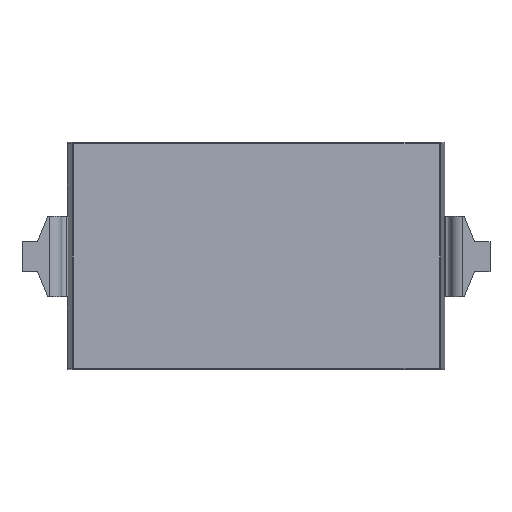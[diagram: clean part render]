
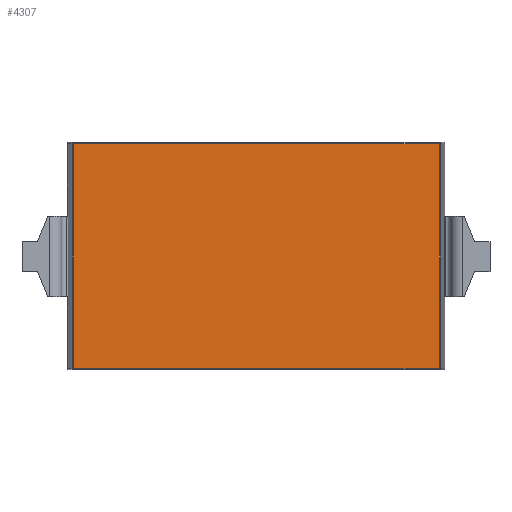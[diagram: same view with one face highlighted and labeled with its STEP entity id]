
A CAD part, front view. The second image highlights one B-rep face of the part: STEP entity #4307.
In plain terms, the highlighted planar face has unit normal (0, -1, 0).
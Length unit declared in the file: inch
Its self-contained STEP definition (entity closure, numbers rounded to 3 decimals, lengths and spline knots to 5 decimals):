
#34=DIRECTION('',(1.,0.,0.));
#35=VECTOR('',#34,0.28619);
#36=CARTESIAN_POINT('',(-0.14296,-0.08366,
-0.17701));
#37=LINE('',#36,#35);
#38=DIRECTION('',(0.,0.,-1.));
#39=VECTOR('',#38,0.17602);
#40=CARTESIAN_POINT('',(-0.14296,-0.08366,
-0.00098));
#41=LINE('',#40,#39);
#42=DIRECTION('',(-1.,0.,0.));
#43=VECTOR('',#42,0.28619);
#44=CARTESIAN_POINT('',(0.14323,-0.08366,
-0.00098));
#45=LINE('',#44,#43);
#46=DIRECTION('',(0.,0.,1.));
#47=VECTOR('',#46,0.17602);
#48=CARTESIAN_POINT('',(0.14323,-0.08366,
-0.17701));
#49=LINE('',#48,#47);
#3312=CARTESIAN_POINT('',(-0.14296,-0.08366,
-0.17701));
#3313=CARTESIAN_POINT('',(0.14323,-0.08366,
-0.17701));
#3314=VERTEX_POINT('',#3312);
#3315=VERTEX_POINT('',#3313);
#3320=CARTESIAN_POINT('',(0.14323,-0.08366,
-0.00098));
#3321=CARTESIAN_POINT('',(-0.14296,-0.08366,
-0.00098));
#3322=VERTEX_POINT('',#3320);
#3323=VERTEX_POINT('',#3321);
#4292=CARTESIAN_POINT('',(0.,-0.08366,0.));
#4293=DIRECTION('',(0.,1.,0.));
#4294=DIRECTION('',(1.,0.,0.));
#4295=AXIS2_PLACEMENT_3D('',#4292,#4293,#4294);
#4296=PLANE('',#4295);
#4298=ORIENTED_EDGE('',*,*,#4297,.F.);
#4300=ORIENTED_EDGE('',*,*,#4299,.F.);
#4302=ORIENTED_EDGE('',*,*,#4301,.F.);
#4304=ORIENTED_EDGE('',*,*,#4303,.F.);
#4305=EDGE_LOOP('',(#4298,#4300,#4302,#4304));
#4306=FACE_OUTER_BOUND('',#4305,.F.);
#4307=ADVANCED_FACE('',(#4306),#4296,.F.);
#4297=EDGE_CURVE('',#3314,#3315,#37,.T.);
#4299=EDGE_CURVE('',#3323,#3314,#41,.T.);
#4301=EDGE_CURVE('',#3322,#3323,#45,.T.);
#4303=EDGE_CURVE('',#3315,#3322,#49,.T.);
